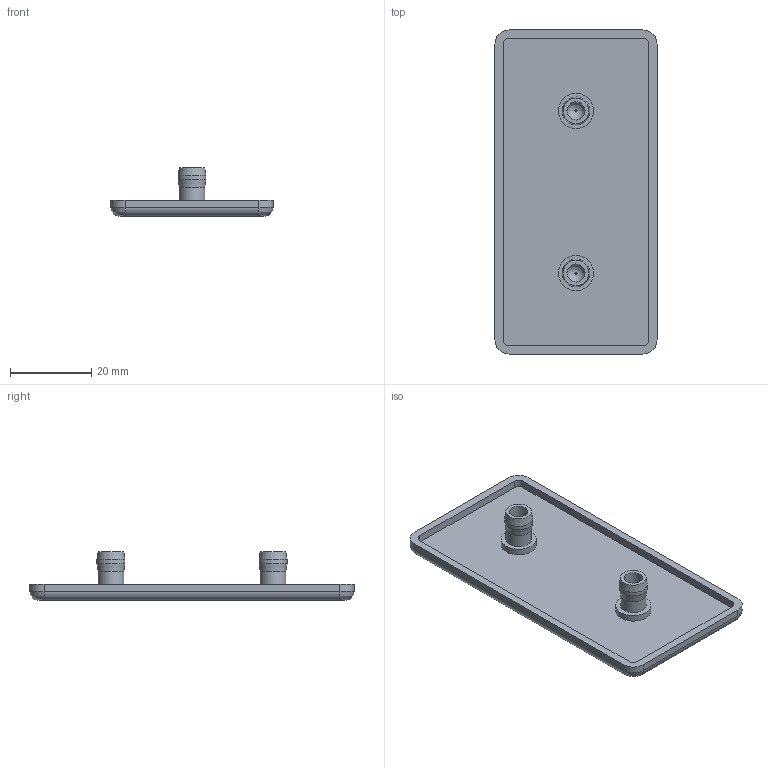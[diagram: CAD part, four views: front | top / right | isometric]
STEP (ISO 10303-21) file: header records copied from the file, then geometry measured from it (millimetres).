
FILE_DESCRIPTION((''),'2;1');
FILE_NAME('SZ0011S-A.stp','2013-08-19T13:50:34',('janine behrens'),(''),'Autodesk Inventor 2012','Autodesk Inventor 2012','');
FILE_SCHEMA(('AUTOMOTIVE_DESIGN { 1 0 10303 214 1 1 1 1 }'));
Length unit declared in the file: millimetre
Products named in the file (1): SZ0011S-A
Bounding box: 40 x 80 x 12 mm (x, y, z)
Volume: 7560.5 mm3; surface area: 8162.6 mm2
Topology: 1 solids, 1 shells, 47 faces, 98 edges, 60 vertices
Faces by surface type: cylinder 20, plane 17, bspline 6, cone 4
Full cylindrical faces by diameter (mm): 4.5 x2, 6.3 x2, 6.9 x2, 8.7 x2
Entity records: 1450 total; most frequent: CARTESIAN_POINT 456, DIRECTION 216, ORIENTED_EDGE 168, AXIS2_PLACEMENT_3D 90, EDGE_CURVE 84, EDGE_LOOP 68, VERTEX_POINT 60, CIRCLE 48
